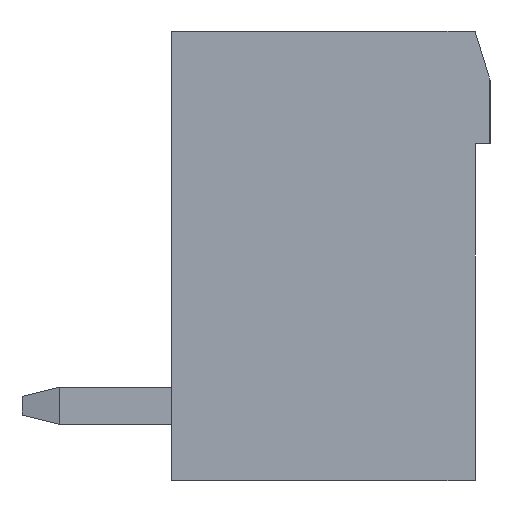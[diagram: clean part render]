
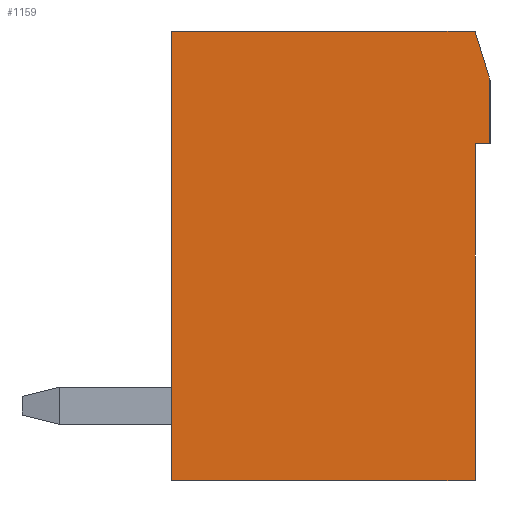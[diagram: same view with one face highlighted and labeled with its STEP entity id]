
A CAD part, left-side view. The second image highlights one B-rep face of the part: STEP entity #1159.
In plain terms, the highlighted planar face has unit normal (-1, 0, 0).
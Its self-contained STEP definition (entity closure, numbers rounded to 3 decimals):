
#1159 = ADVANCED_FACE( '', ( #2406 ), #2407, .T. );
#2406 = FACE_OUTER_BOUND( '', #3758, .T. );
#2407 = PLANE( '', #3759 );
#3758 = EDGE_LOOP( '', ( #6891, #6892, #6893, #6894, #6895, #6896, #6897 ) );
#3759 = AXIS2_PLACEMENT_3D( '', #6898, #6899, #6900 );
#6891 = ORIENTED_EDGE( '', *, *, #9690, .T. );
#6892 = ORIENTED_EDGE( '', *, *, #9563, .T. );
#6893 = ORIENTED_EDGE( '', *, *, #9691, .T. );
#6894 = ORIENTED_EDGE( '', *, *, #9692, .T. );
#6895 = ORIENTED_EDGE( '', *, *, #9693, .T. );
#6896 = ORIENTED_EDGE( '', *, *, #8854, .T. );
#6897 = ORIENTED_EDGE( '', *, *, #9361, .T. );
#6898 = CARTESIAN_POINT( '', ( -45.72, 0., 0. ) );
#6899 = DIRECTION( '', ( -1., 0., 0. ) );
#6900 = DIRECTION( '', ( 0., 0., 1. ) );
#8854 = EDGE_CURVE( '', #10862, #10863, #10864, .T. );
#9361 = EDGE_CURVE( '', #10863, #11650, #11651, .T. );
#9563 = EDGE_CURVE( '', #11922, #11920, #11923, .T. );
#9690 = EDGE_CURVE( '', #11650, #11922, #12098, .T. );
#9691 = EDGE_CURVE( '', #11920, #12099, #12100, .T. );
#9692 = EDGE_CURVE( '', #12099, #12101, #12102, .T. );
#9693 = EDGE_CURVE( '', #12101, #10862, #12103, .T. );
#10862 = VERTEX_POINT( '', #13676 );
#10863 = VERTEX_POINT( '', #13677 );
#10864 = LINE( '', #13678, #13679 );
#11650 = VERTEX_POINT( '', #14849 );
#11651 = LINE( '', #14850, #14851 );
#11920 = VERTEX_POINT( '', #15253 );
#11922 = VERTEX_POINT( '', #15256 );
#11923 = LINE( '', #15257, #15258 );
#12098 = LINE( '', #15515, #15516 );
#12099 = VERTEX_POINT( '', #15517 );
#12100 = LINE( '', #15518, #15519 );
#12101 = VERTEX_POINT( '', #15520 );
#12102 = LINE( '', #15521, #15522 );
#12103 = LINE( '', #15523, #15524 );
#13676 = CARTESIAN_POINT( '', ( -45.72, -4.05, 3. ) );
#13677 = CARTESIAN_POINT( '', ( -45.72, -4.45, 3. ) );
#13678 = CARTESIAN_POINT( '', ( -45.72, -4.05, 3. ) );
#13679 = VECTOR( '', #16493, 1000. );
#14849 = CARTESIAN_POINT( '', ( -45.72, -4.45, 4.7 ) );
#14850 = CARTESIAN_POINT( '', ( -45.72, -4.45, 3. ) );
#14851 = VECTOR( '', #16959, 1000. );
#15253 = CARTESIAN_POINT( '', ( -45.72, 4.05, 6. ) );
#15256 = CARTESIAN_POINT( '', ( -45.72, -4.05, 6. ) );
#15257 = CARTESIAN_POINT( '', ( -45.72, -4.05, 6. ) );
#15258 = VECTOR( '', #17121, 1000. );
#15515 = CARTESIAN_POINT( '', ( -45.72, -4.45, 4.7 ) );
#15516 = VECTOR( '', #17231, 1000. );
#15517 = CARTESIAN_POINT( '', ( -45.72, 4.05, -6. ) );
#15518 = CARTESIAN_POINT( '', ( -45.72, 4.05, 6. ) );
#15519 = VECTOR( '', #17232, 1000. );
#15520 = CARTESIAN_POINT( '', ( -45.72, -4.05, -6. ) );
#15521 = CARTESIAN_POINT( '', ( -45.72, 4.05, -6. ) );
#15522 = VECTOR( '', #17233, 1000. );
#15523 = CARTESIAN_POINT( '', ( -45.72, -4.05, -6. ) );
#15524 = VECTOR( '', #17234, 1000. );
#16493 = DIRECTION( '', ( 0., -1., 0. ) );
#16959 = DIRECTION( '', ( 0., 0., 1. ) );
#17121 = DIRECTION( '', ( 0., 1., 0. ) );
#17231 = DIRECTION( '', ( 0., 0.294, 0.956 ) );
#17232 = DIRECTION( '', ( 0., 0., -1. ) );
#17233 = DIRECTION( '', ( 0., -1., 0. ) );
#17234 = DIRECTION( '', ( 0., 0., 1. ) );
